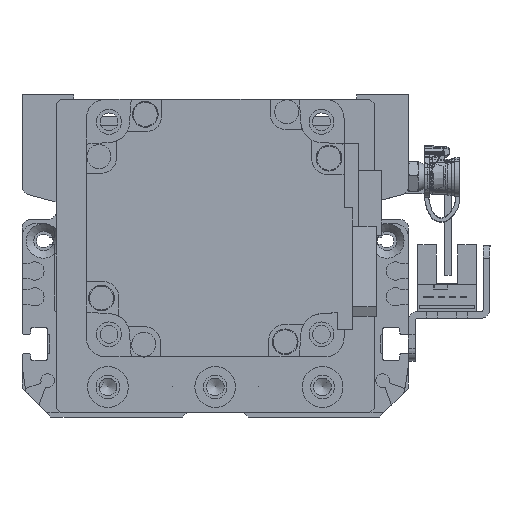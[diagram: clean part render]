
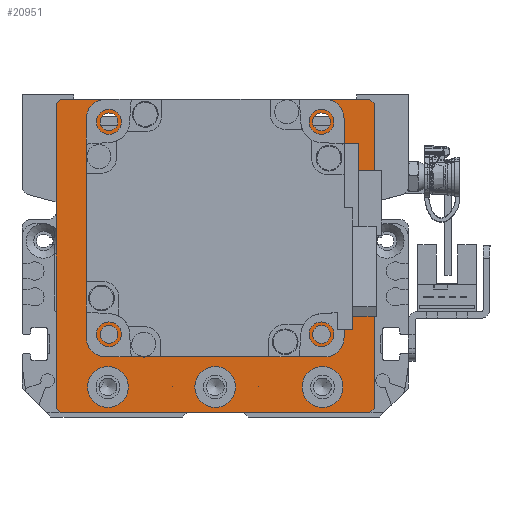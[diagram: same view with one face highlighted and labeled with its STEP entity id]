
A CAD part, left-side view. The second image highlights one B-rep face of the part: STEP entity #20951.
In plain terms, the highlighted face is planar.
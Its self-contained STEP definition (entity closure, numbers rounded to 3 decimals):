
#820=FACE_BOUND('',#3488,.T.);
#821=FACE_BOUND('',#3489,.T.);
#822=FACE_BOUND('',#3490,.T.);
#823=FACE_BOUND('',#3491,.T.);
#824=FACE_BOUND('',#3492,.T.);
#825=FACE_BOUND('',#3493,.T.);
#826=FACE_BOUND('',#3494,.T.);
#827=FACE_BOUND('',#3495,.T.);
#1233=PLANE('',#23183);
#2118=FACE_OUTER_BOUND('',#3487,.T.);
#3487=EDGE_LOOP('',(#17156,#17157,#17158,#17159,#17160,#17161,#17162,#17163));
#3488=EDGE_LOOP('',(#17164));
#3489=EDGE_LOOP('',(#17165));
#3490=EDGE_LOOP('',(#17166));
#3491=EDGE_LOOP('',(#17167));
#3492=EDGE_LOOP('',(#17168));
#3493=EDGE_LOOP('',(#17169));
#3494=EDGE_LOOP('',(#17170));
#3495=EDGE_LOOP('',(#17171));
#5115=LINE('',#34442,#6872);
#5121=LINE('',#34453,#6878);
#5128=LINE('',#34488,#6885);
#5131=LINE('',#34493,#6888);
#5137=LINE('',#34514,#6894);
#5140=LINE('',#34519,#6897);
#5141=LINE('',#34522,#6898);
#5149=LINE('',#34561,#6906);
#6872=VECTOR('',#27595,10.);
#6878=VECTOR('',#27603,10.);
#6885=VECTOR('',#27634,10.);
#6888=VECTOR('',#27639,10.);
#6894=VECTOR('',#27663,10.);
#6897=VECTOR('',#27668,10.);
#6898=VECTOR('',#27671,10.);
#6906=VECTOR('',#27721,10.);
#8283=CIRCLE('',#23152,4.75);
#8286=CIRCLE('',#23158,4.75);
#8289=CIRCLE('',#23164,4.75);
#8291=CIRCLE('',#23170,2.067);
#8292=CIRCLE('',#23172,2.067);
#8293=CIRCLE('',#23174,2.067);
#8294=CIRCLE('',#23176,2.067);
#8297=CIRCLE('',#23181,25.);
#9854=VERTEX_POINT('',#34440);
#9855=VERTEX_POINT('',#34441);
#9859=VERTEX_POINT('',#34451);
#9875=VERTEX_POINT('',#34487);
#9876=VERTEX_POINT('',#34491);
#9882=VERTEX_POINT('',#34513);
#9883=VERTEX_POINT('',#34517);
#9884=VERTEX_POINT('',#34521);
#9887=VERTEX_POINT('',#34530);
#9890=VERTEX_POINT('',#34541);
#9893=VERTEX_POINT('',#34552);
#9895=VERTEX_POINT('',#34563);
#9896=VERTEX_POINT('',#34567);
#9897=VERTEX_POINT('',#34571);
#9898=VERTEX_POINT('',#34575);
#9901=VERTEX_POINT('',#34584);
#12397=EDGE_CURVE('',#9854,#9855,#5115,.T.);
#12403=EDGE_CURVE('',#9854,#9859,#5121,.T.);
#12420=EDGE_CURVE('',#9875,#9859,#5128,.T.);
#12423=EDGE_CURVE('',#9875,#9876,#5131,.T.);
#12432=EDGE_CURVE('',#9882,#9876,#5137,.T.);
#12435=EDGE_CURVE('',#9882,#9883,#5140,.T.);
#12436=EDGE_CURVE('',#9884,#9883,#5141,.T.);
#12440=EDGE_CURVE('',#9887,#9887,#8283,.T.);
#12445=EDGE_CURVE('',#9890,#9890,#8286,.T.);
#12450=EDGE_CURVE('',#9893,#9893,#8289,.T.);
#12454=EDGE_CURVE('',#9884,#9855,#5149,.T.);
#12455=EDGE_CURVE('',#9895,#9895,#8291,.T.);
#12457=EDGE_CURVE('',#9896,#9896,#8292,.T.);
#12459=EDGE_CURVE('',#9897,#9897,#8293,.T.);
#12461=EDGE_CURVE('',#9898,#9898,#8294,.T.);
#12465=EDGE_CURVE('',#9901,#9901,#8297,.T.);
#17156=ORIENTED_EDGE('',*,*,#12397,.F.);
#17157=ORIENTED_EDGE('',*,*,#12403,.T.);
#17158=ORIENTED_EDGE('',*,*,#12420,.F.);
#17159=ORIENTED_EDGE('',*,*,#12423,.T.);
#17160=ORIENTED_EDGE('',*,*,#12432,.F.);
#17161=ORIENTED_EDGE('',*,*,#12435,.T.);
#17162=ORIENTED_EDGE('',*,*,#12436,.F.);
#17163=ORIENTED_EDGE('',*,*,#12454,.T.);
#17164=ORIENTED_EDGE('',*,*,#12440,.T.);
#17165=ORIENTED_EDGE('',*,*,#12445,.T.);
#17166=ORIENTED_EDGE('',*,*,#12450,.T.);
#17167=ORIENTED_EDGE('',*,*,#12455,.T.);
#17168=ORIENTED_EDGE('',*,*,#12457,.T.);
#17169=ORIENTED_EDGE('',*,*,#12459,.T.);
#17170=ORIENTED_EDGE('',*,*,#12461,.T.);
#17171=ORIENTED_EDGE('',*,*,#12465,.T.);
#20951=ADVANCED_FACE('',(#2118,#820,#821,#822,#823,#824,#825,#826,#827),
#1233,.T.);
#23152=AXIS2_PLACEMENT_3D('',#34531,#27681,#27682);
#23158=AXIS2_PLACEMENT_3D('',#34542,#27695,#27696);
#23164=AXIS2_PLACEMENT_3D('',#34553,#27709,#27710);
#23170=AXIS2_PLACEMENT_3D('',#34564,#27724,#27725);
#23172=AXIS2_PLACEMENT_3D('',#34568,#27729,#27730);
#23174=AXIS2_PLACEMENT_3D('',#34572,#27734,#27735);
#23176=AXIS2_PLACEMENT_3D('',#34576,#27739,#27740);
#23181=AXIS2_PLACEMENT_3D('',#34585,#27750,#27751);
#23183=AXIS2_PLACEMENT_3D('',#34589,#27756,#27757);
#27595=DIRECTION('',(0.707,-0.707,0.));
#27603=DIRECTION('',(-1.,0.,0.));
#27634=DIRECTION('',(0.707,0.707,0.));
#27639=DIRECTION('',(0.,-1.,0.));
#27663=DIRECTION('',(-0.707,0.707,0.));
#27668=DIRECTION('',(1.,0.,0.));
#27671=DIRECTION('',(-0.707,-0.707,0.));
#27681=DIRECTION('center_axis',(0.,0.,-1.));
#27682=DIRECTION('ref_axis',(1.,0.,0.));
#27695=DIRECTION('center_axis',(0.,0.,-1.));
#27696=DIRECTION('ref_axis',(1.,0.,0.));
#27709=DIRECTION('center_axis',(0.,0.,-1.));
#27710=DIRECTION('ref_axis',(1.,0.,0.));
#27721=DIRECTION('',(0.,1.,0.));
#27724=DIRECTION('center_axis',(0.,0.,-1.));
#27725=DIRECTION('ref_axis',(1.,0.,0.));
#27729=DIRECTION('center_axis',(0.,0.,-1.));
#27730=DIRECTION('ref_axis',(1.,0.,0.));
#27734=DIRECTION('center_axis',(0.,0.,-1.));
#27735=DIRECTION('ref_axis',(1.,0.,0.));
#27739=DIRECTION('center_axis',(0.,0.,-1.));
#27740=DIRECTION('ref_axis',(1.,0.,0.));
#27750=DIRECTION('center_axis',(0.,0.,-1.));
#27751=DIRECTION('ref_axis',(1.,0.,0.));
#27756=DIRECTION('center_axis',(0.,0.,1.));
#27757=DIRECTION('ref_axis',(1.,0.,0.));
#34440=CARTESIAN_POINT('',(36.,37.5,59.));
#34441=CARTESIAN_POINT('',(37.,36.5,59.));
#34442=CARTESIAN_POINT('',(36.625,36.875,59.));
#34451=CARTESIAN_POINT('',(-36.,37.5,59.));
#34453=CARTESIAN_POINT('',(37.,37.5,59.));
#34487=CARTESIAN_POINT('',(-37.,36.5,59.));
#34488=CARTESIAN_POINT('',(-36.625,36.875,59.));
#34491=CARTESIAN_POINT('',(-37.,-34.5,59.));
#34493=CARTESIAN_POINT('',(-37.,35.5,59.));
#34513=CARTESIAN_POINT('',(-36.,-35.5,59.));
#34514=CARTESIAN_POINT('',(-36.125,-35.375,59.));
#34517=CARTESIAN_POINT('',(36.,-35.5,59.));
#34519=CARTESIAN_POINT('',(-37.,-35.5,59.));
#34521=CARTESIAN_POINT('',(37.,-34.5,59.));
#34522=CARTESIAN_POINT('',(36.125,-35.375,59.));
#34530=CARTESIAN_POINT('',(-29.75,-29.5,59.));
#34531=CARTESIAN_POINT('Origin',(-25.,-29.5,59.));
#34541=CARTESIAN_POINT('',(-4.75,-29.5,59.));
#34542=CARTESIAN_POINT('Origin',(0.,-29.5,59.));
#34552=CARTESIAN_POINT('',(20.25,-29.5,59.));
#34553=CARTESIAN_POINT('Origin',(25.,-29.5,59.));
#34561=CARTESIAN_POINT('',(37.,-35.5,59.));
#34563=CARTESIAN_POINT('',(-26.816,-17.249,59.));
#34564=CARTESIAN_POINT('Origin',(-24.749,-17.249,59.));
#34567=CARTESIAN_POINT('',(-26.816,32.249,59.));
#34568=CARTESIAN_POINT('Origin',(-24.749,32.249,59.));
#34571=CARTESIAN_POINT('',(22.682,32.249,59.));
#34572=CARTESIAN_POINT('Origin',(24.749,32.249,59.));
#34575=CARTESIAN_POINT('',(22.682,-17.249,59.));
#34576=CARTESIAN_POINT('Origin',(24.749,-17.249,59.));
#34584=CARTESIAN_POINT('',(-25.,7.5,59.));
#34585=CARTESIAN_POINT('Origin',(0.,7.5,59.));
#34589=CARTESIAN_POINT('Origin',(0.,0.,
59.));
